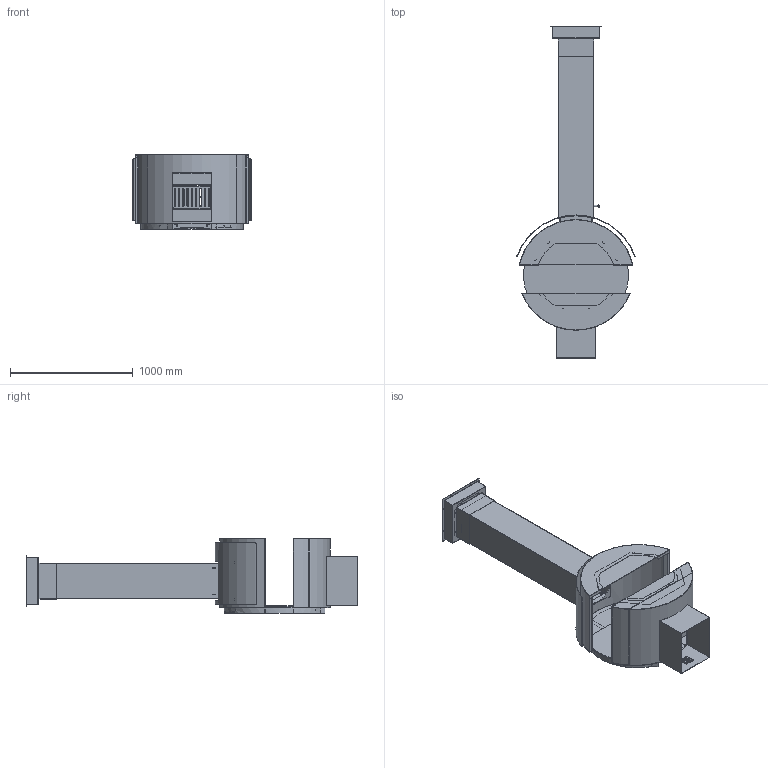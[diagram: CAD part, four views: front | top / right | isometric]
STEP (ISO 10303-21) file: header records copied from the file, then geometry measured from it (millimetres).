
FILE_DESCRIPTION(('STEP AP214'),'1');
FILE_NAME('Larla 912 murale ouverte.stp','2017-02-01T16:04:27',(' '),(' '),'Spatial InterOp 3D',' ',' ');
FILE_SCHEMA(('automotive_design'));
Length unit declared in the file: millimetre
Products named in the file (37): Grille 10133 - Copie; Etiré pare bûches; Anneau cache arrière; Briques 314x110; Brique 446x110; Conduit d250 rigide; Caisson plafond coulissant; Caisson plafond fixe; Cache conduit tôle arrière; Cache conduit partie basse; Fonte; Carapace 1 murale; Vitre hotte; Cache conduit avant; Support de socle; Sole murale; Axe volet 3; Axe volet; Axe volet 2; Plots fonte pare bûche 3; Plots fonte pare bûche; Plots fonte pare bûche 2; Face AR socle murale 4; Face AR socle murale 3; Face AR socle murale 2; Face AR socle murale; Face AR hotte murale 4; Face AR hotte murale 3; Face AR hotte murale 2; Face AR hotte murale; Cylindre 950 3; Cylindre 950 2; Cylindre 950; Face Av-Ar 3; Face Av-Ar 2; Face Av-Ar
Assembly tree (42 placements, depth 3):
  (unnamed)
    Grille 10133 - Copie
    Etiré pare bûches
    Anneau cache arrière
    Briques 314x110  x2
    Brique 446x110  x2
    Conduit d250 rigide
    Caisson plafond coulissant
    Caisson plafond fixe
    Cache conduit tôle arrière
    Cache conduit partie basse
    Fonte
    Carapace 1 murale
    Vitre hotte  x2
    Cache conduit avant
    Support de socle
    Sole murale
    Axe volet 3
      Axe volet
      Axe volet 2
    Plots fonte pare bûche 3  x4
      Plots fonte pare bûche
      Plots fonte pare bûche 2
    Face AR socle murale 4
      Face AR socle murale 3
      Face AR socle murale 2
      Face AR socle murale
    Face AR hotte murale 4
      Face AR hotte murale 3
      Face AR hotte murale 2
      Face AR hotte murale
    Cylindre 950 3
      Cylindre 950 2
      Cylindre 950
    Face Av-Ar 3
      Face Av-Ar 2
      Face Av-Ar
Bounding box: 962.25 x 2698.5 x 608 mm (x, y, z)
Volume: 26933213.1 mm3; surface area: 14591677.6 mm2
Topology: 39 solids, 39 shells, 1187 faces, 3070 edges, 1956 vertices
Faces by surface type: plane 759, cylinder 362, cone 54, torus 12
Full cylindrical faces by diameter (mm): 4 x4, 5 x16, 6 x17, 6.5 x11, 7 x2, 7.2 x14, 10 x3, 11 x4, 12 x1, 16 x1, 20 x1, 246 x1, 250 x3, 254 x1
Entity records: 45193 total; most frequent: CARTESIAN_POINT 8078, DIRECTION 5640, ORIENTED_EDGE 5598, EDGE_CURVE 2799, LINE 1930, VECTOR 1930, AXIS2_PLACEMENT_3D 1855, VERTEX_POINT 1827
